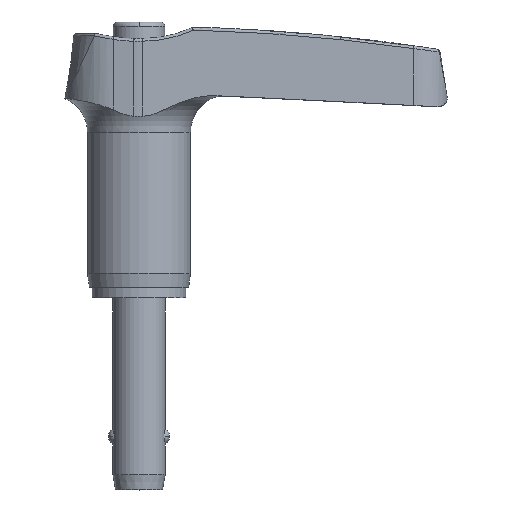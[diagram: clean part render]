
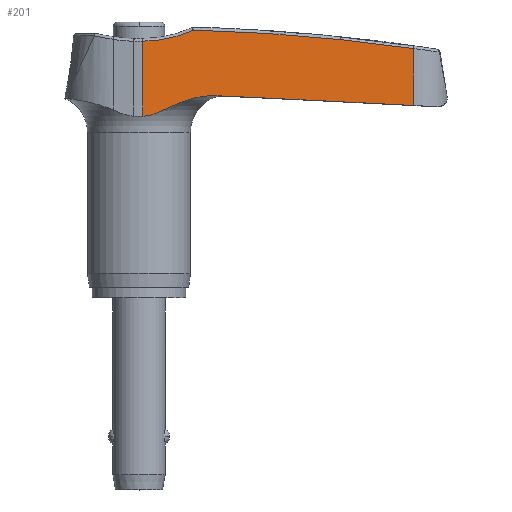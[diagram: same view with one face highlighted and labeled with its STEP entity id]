
A CAD part, top view. The second image highlights one B-rep face of the part: STEP entity #201.
In plain terms, the highlighted planar face has unit normal (0.071, 0, 0.998).
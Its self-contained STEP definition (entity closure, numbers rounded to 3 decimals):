
#201=ADVANCED_FACE('',(#418),#419,.T.);
#418=FACE_OUTER_BOUND('',#734,.T.);
#419=PLANE('',#735);
#734=EDGE_LOOP('',(#1268,#1269,#1270,#1271,#1272,#1273));
#735=AXIS2_PLACEMENT_3D('',#1274,#1275,#1276);
#1268=ORIENTED_EDGE('',*,*,#1680,.F.);
#1269=ORIENTED_EDGE('',*,*,#1487,.F.);
#1270=ORIENTED_EDGE('',*,*,#1699,.T.);
#1271=ORIENTED_EDGE('',*,*,#1700,.T.);
#1272=ORIENTED_EDGE('',*,*,#1513,.T.);
#1273=ORIENTED_EDGE('',*,*,#1695,.T.);
#1274=CARTESIAN_POINT('',(0.448,25.5,6.314));
#1275=DIRECTION('',(0.071,0.,0.997));
#1276=DIRECTION('',(0.0,-1.0,0.));
#1487=EDGE_CURVE('',#1761,#1763,#1764,.T.);
#1513=EDGE_CURVE('',#1808,#1806,#1809,.T.);
#1680=EDGE_CURVE('',#1763,#2057,#2061,.T.);
#1695=EDGE_CURVE('',#1806,#2057,#2077,.T.);
#1699=EDGE_CURVE('',#1761,#2081,#2082,.T.);
#1700=EDGE_CURVE('',#2081,#1808,#2083,.T.);
#1761=VERTEX_POINT('',#2150);
#1763=VERTEX_POINT('',#2152);
#1764=CIRCLE('',#2153,13.798);
#1806=VERTEX_POINT('',#2252);
#1808=VERTEX_POINT('',#2261);
#1809=(B_SPLINE_CURVE(2,(#2263,#2264,#2265),.UNSPECIFIED.,.F.,.F.)B_SPLINE_CURVE_WITH_KNOTS((3,3),(5.032,6.291),.UNSPECIFIED.)RATIONAL_B_SPLINE_CURVE((2.308,1.821,1.009))BOUNDED_CURVE()REPRESENTATION_ITEM('')GEOMETRIC_REPRESENTATION_ITEM()CURVE());
#2057=VERTEX_POINT('',#2999);
#2061=CIRCLE('',#3003,222.069);
#2077=LINE('',#3056,#3057);
#2081=VERTEX_POINT('',#3077);
#2082=LINE('',#3078,#3079);
#2083=B_SPLINE_CURVE_WITH_KNOTS('',3,(#3080,#3081,#3082,#3083,#3084,#3085,#3086,#3087,#3088,#3089,#3090,#3091,#3092,#3093,#3094,#3095,#3096,#3097),.UNSPECIFIED.,.F.,.F.,(4,2,2,2,2,2,2,2,4),(0.,0.098,0.195,0.273,0.343,0.473,0.626,0.78,0.807),.UNSPECIFIED.);
#2150=CARTESIAN_POINT('',(0.448,29.4,6.314));
#2152=CARTESIAN_POINT('',(6.204,30.665,5.906));
#2153=AXIS2_PLACEMENT_3D('',#3319,#3320,#3321);
#2252=CARTESIAN_POINT('',(31.466,22.033,4.115));
#2261=CARTESIAN_POINT('',(8.579,23.155,5.738));
#2263=CARTESIAN_POINT('',(8.579,23.155,5.738));
#2264=CARTESIAN_POINT('',(14.196,22.922,5.339));
#2265=CARTESIAN_POINT('',(31.466,22.033,4.115));
#2999=CARTESIAN_POINT('',(31.466,28.552,4.115));
#3003=AXIS2_PLACEMENT_3D('',#3577,#3578,#3579);
#3056=CARTESIAN_POINT('',(31.466,22.033,4.115));
#3057=VECTOR('',#3585,6.518);
#3077=CARTESIAN_POINT('',(0.448,20.811,6.314));
#3078=CARTESIAN_POINT('',(0.448,29.4,6.314));
#3079=VECTOR('',#3586,8.589);
#3080=CARTESIAN_POINT('',(0.448,20.811,6.314));
#3081=CARTESIAN_POINT('',(0.772,20.811,6.291));
#3082=CARTESIAN_POINT('',(1.12,20.869,6.266));
#3083=CARTESIAN_POINT('',(1.797,21.066,6.218));
#3084=CARTESIAN_POINT('',(2.128,21.201,6.195));
#3085=CARTESIAN_POINT('',(2.662,21.435,6.157));
#3086=CARTESIAN_POINT('',(2.944,21.567,6.137));
#3087=CARTESIAN_POINT('',(3.39,21.776,6.106));
#3088=CARTESIAN_POINT('',(3.645,21.896,6.087));
#3089=CARTESIAN_POINT('',(4.25,22.172,6.045));
#3090=CARTESIAN_POINT('',(4.725,22.376,6.011));
#3091=CARTESIAN_POINT('',(5.607,22.704,5.948));
#3092=CARTESIAN_POINT('',(6.143,22.871,5.91));
#3093=CARTESIAN_POINT('',(7.234,23.1,5.833));
#3094=CARTESIAN_POINT('',(7.789,23.161,5.794));
#3095=CARTESIAN_POINT('',(8.391,23.161,5.751));
#3096=CARTESIAN_POINT('',(8.484,23.159,5.744));
#3097=CARTESIAN_POINT('',(8.579,23.155,5.738));
#3319=CARTESIAN_POINT('',(0.448,43.198,6.314));
#3320=DIRECTION('',(0.071,0.,0.997));
#3321=DIRECTION('',(0.203,-0.979,-0.014));
#3577=CARTESIAN_POINT('',(0.448,-191.329,6.314));
#3578=DIRECTION('',(-0.071,0.,-0.997));
#3579=DIRECTION('',(0.082,0.997,-0.006));
#3585=DIRECTION('',(0.0,1.0,0.));
#3586=DIRECTION('',(0.0,-1.0,0.));
